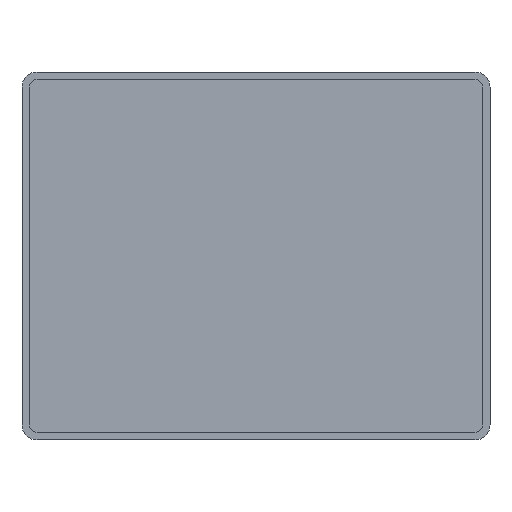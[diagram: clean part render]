
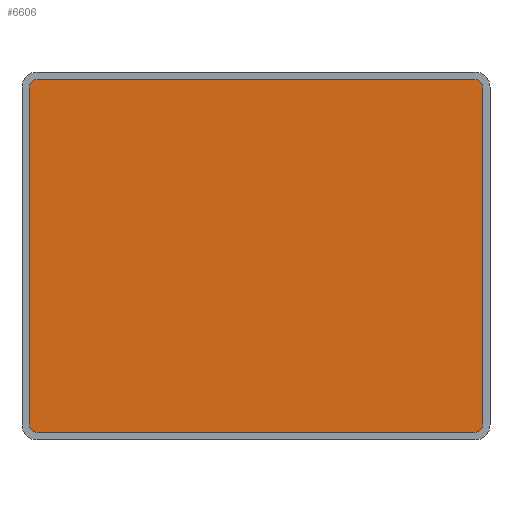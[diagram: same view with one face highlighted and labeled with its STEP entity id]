
A CAD part, top view. The second image highlights one B-rep face of the part: STEP entity #6606.
In plain terms, the highlighted planar face has unit normal (0, 0, 1).
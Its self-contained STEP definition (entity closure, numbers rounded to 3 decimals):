
#154=CIRCLE('',#7015,3.);
#155=CIRCLE('',#7018,3.);
#156=CIRCLE('',#7021,3.);
#157=CIRCLE('',#7024,3.);
#487=ORIENTED_EDGE('',*,*,#2358,.T.);
#488=ORIENTED_EDGE('',*,*,#2361,.T.);
#489=ORIENTED_EDGE('',*,*,#2363,.T.);
#490=ORIENTED_EDGE('',*,*,#2365,.T.);
#491=ORIENTED_EDGE('',*,*,#2367,.T.);
#492=ORIENTED_EDGE('',*,*,#2369,.T.);
#493=ORIENTED_EDGE('',*,*,#2371,.T.);
#494=ORIENTED_EDGE('',*,*,#2372,.T.);
#2358=EDGE_CURVE('',#3317,#3316,#154,.T.);
#2361=EDGE_CURVE('',#3316,#3318,#3956,.T.);
#2363=EDGE_CURVE('',#3318,#3319,#155,.T.);
#2365=EDGE_CURVE('',#3319,#3320,#3959,.T.);
#2367=EDGE_CURVE('',#3320,#3321,#156,.T.);
#2369=EDGE_CURVE('',#3321,#3322,#3962,.T.);
#2371=EDGE_CURVE('',#3322,#3323,#157,.T.);
#2372=EDGE_CURVE('',#3323,#3317,#3964,.T.);
#3316=VERTEX_POINT('',#9613);
#3317=VERTEX_POINT('',#9615);
#3318=VERTEX_POINT('',#9619);
#3319=VERTEX_POINT('',#9623);
#3320=VERTEX_POINT('',#9627);
#3321=VERTEX_POINT('',#9631);
#3322=VERTEX_POINT('',#9635);
#3323=VERTEX_POINT('',#9639);
#3956=LINE('',#9620,#4752);
#3959=LINE('',#9628,#4755);
#3962=LINE('',#9636,#4758);
#3964=LINE('',#9642,#4760);
#4752=VECTOR('',#7703,1000.);
#4755=VECTOR('',#7712,1000.);
#4758=VECTOR('',#7721,1000.);
#4760=VECTOR('',#7729,1000.);
#5495=EDGE_LOOP('',(#487,#488,#489,#490,#491,#492,#493,#494));
#5913=FACE_BOUND('',#5495,.T.);
#6309=PLANE('',#7026);
#6606=ADVANCED_FACE('',(#5913),#6309,.T.);
#7015=AXIS2_PLACEMENT_3D('',#9614,#7697,#7698);
#7018=AXIS2_PLACEMENT_3D('',#9624,#7707,#7708);
#7021=AXIS2_PLACEMENT_3D('',#9632,#7716,#7717);
#7024=AXIS2_PLACEMENT_3D('',#9640,#7725,#7726);
#7026=AXIS2_PLACEMENT_3D('',#9643,#7730,#7731);
#7697=DIRECTION('',(0.,0.,1.));
#7698=DIRECTION('',(1.,0.,0.));
#7703=DIRECTION('',(0.,-1.,0.));
#7707=DIRECTION('',(0.,0.,1.));
#7708=DIRECTION('',(1.,0.,0.));
#7712=DIRECTION('',(1.,0.,0.));
#7716=DIRECTION('',(0.,0.,1.));
#7717=DIRECTION('',(1.,0.,0.));
#7721=DIRECTION('',(0.,1.,0.));
#7725=DIRECTION('',(0.,0.,1.));
#7726=DIRECTION('',(1.,0.,0.));
#7729=DIRECTION('',(-1.,0.,0.));
#7730=DIRECTION('',(0.,0.,1.));
#7731=DIRECTION('',(1.,0.,0.));
#9613=CARTESIAN_POINT('',(-90.5,67.5,0.5));
#9614=CARTESIAN_POINT('',(-87.5,67.5,0.5));
#9615=CARTESIAN_POINT('',(-87.5,70.5,0.5));
#9619=CARTESIAN_POINT('',(-90.5,-67.5,0.5));
#9620=CARTESIAN_POINT('',(-90.5,67.5,0.5));
#9623=CARTESIAN_POINT('',(-87.5,-70.5,0.5));
#9624=CARTESIAN_POINT('',(-87.5,-67.5,0.5));
#9627=CARTESIAN_POINT('',(87.5,-70.5,0.5));
#9628=CARTESIAN_POINT('',(-87.5,-70.5,0.5));
#9631=CARTESIAN_POINT('',(90.5,-67.5,0.5));
#9632=CARTESIAN_POINT('',(87.5,-67.5,0.5));
#9635=CARTESIAN_POINT('',(90.5,67.5,0.5));
#9636=CARTESIAN_POINT('',(90.5,-67.5,0.5));
#9639=CARTESIAN_POINT('',(87.5,70.5,0.5));
#9640=CARTESIAN_POINT('',(87.5,67.5,0.5));
#9642=CARTESIAN_POINT('',(87.5,70.5,0.5));
#9643=CARTESIAN_POINT('',(-87.5,67.5,0.5));
